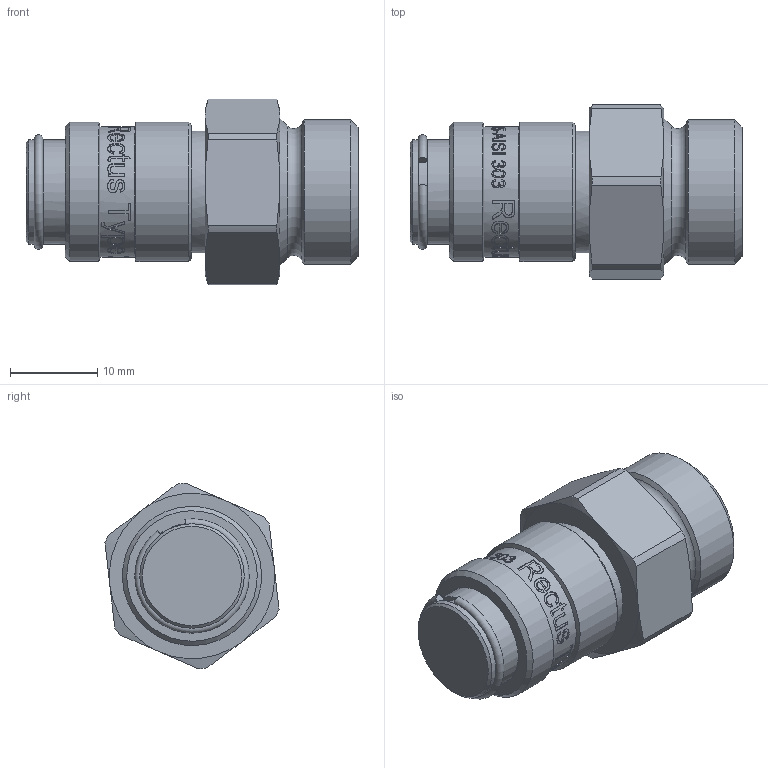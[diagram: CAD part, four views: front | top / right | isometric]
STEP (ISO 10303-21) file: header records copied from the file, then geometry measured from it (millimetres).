
FILE_DESCRIPTION((''),'2;1');
FILE_NAME('21klaw17rvx.stp','2014-04-07T07:27:23',('IA176480'),(''),'Autodesk Inventor 2013','Autodesk Inventor 2013','');
FILE_SCHEMA(('AUTOMOTIVE_DESIGN { 1 0 10303 214 1 1 1 1 }'));
Length unit declared in the file: millimetre
Products named in the file (1): D109964
Bounding box: 38.15 x 20 x 21.35 mm (x, y, z)
Volume: 7694.9 mm3; surface area: 4077.4 mm2
Topology: 2 solids, 3 shells, 425 faces, 1096 edges, 724 vertices
Faces by surface type: bspline 195, plane 138, cylinder 55, cone 34, torus 3
Full cylindrical faces by diameter (mm): 11.15 x1, 12 x3, 12.15 x1, 12.75 x1, 14 x2, 14.6 x1, 15 x1, 16 x2, 16.662 x1
Entity records: 59713 total; most frequent: CARTESIAN_POINT 50622, ORIENTED_EDGE 2100, DIRECTION 1118, EDGE_CURVE 1050, VERTEX_POINT 711, EDGE_LOOP 509, B_SPLINE_CURVE_WITH_KNOTS 508, FACE_OUTER_BOUND 425
